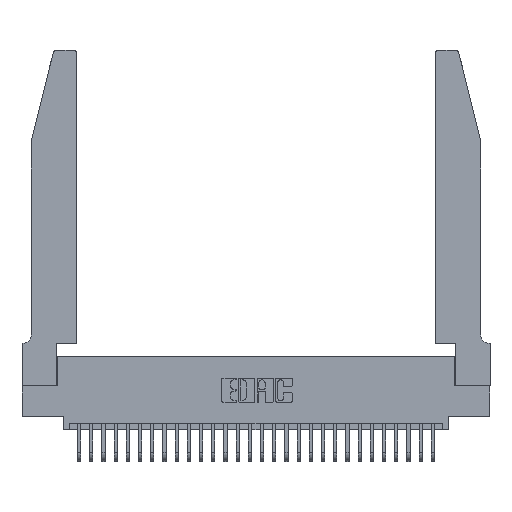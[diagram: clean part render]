
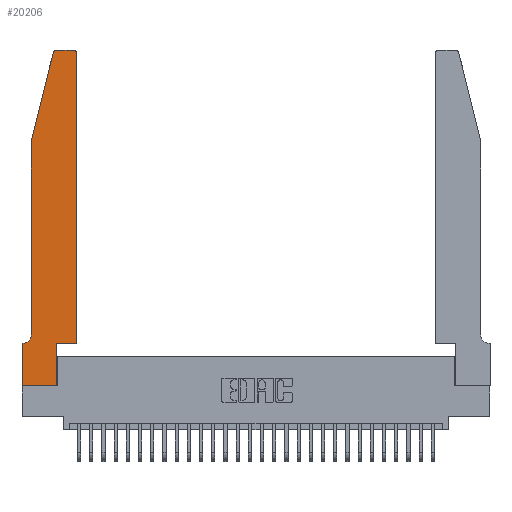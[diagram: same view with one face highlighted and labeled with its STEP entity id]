
A CAD part, top view. The second image highlights one B-rep face of the part: STEP entity #20206.
In plain terms, the highlighted planar face has unit normal (0, 0, 1).
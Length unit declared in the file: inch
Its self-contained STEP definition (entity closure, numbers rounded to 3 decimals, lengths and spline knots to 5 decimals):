
#126 = ORIENTED_EDGE ( 'NONE', *, *, #24375, .T. ) ;
#347 = EDGE_CURVE ( 'NONE', #14071, #22094, #23391, .T. ) ;
#398 = CARTESIAN_POINT ( 'NONE',  ( 0.2865, 0.35, 0.37 ) ) ;
#676 = AXIS2_PLACEMENT_3D ( 'NONE', #6641, #8885, #24651 ) ;
#1327 = DIRECTION ( 'NONE',  ( 1., 0., 0. ) ) ;
#1640 = CARTESIAN_POINT ( 'NONE',  ( 0.284, 2.75, 0.37 ) ) ;
#1749 = CARTESIAN_POINT ( 'NONE',  ( 0.284, 2.72, 0.37 ) ) ;
#1922 = DIRECTION ( 'NONE',  ( 0., -1., 0. ) ) ;
#3608 = VECTOR ( 'NONE', #1327, 39.37008 ) ;
#4010 = DIRECTION ( 'NONE',  ( 1., 0., 0. ) ) ;
#4032 = LINE ( 'NONE', #28877, #15305 ) ;
#4371 = VECTOR ( 'NONE', #27813, 39.37008 ) ;
#4404 = LINE ( 'NONE', #15420, #22391 ) ;
#4722 = DIRECTION ( 'NONE',  ( 0., 0., -1. ) ) ;
#4902 = EDGE_CURVE ( 'NONE', #11656, #15613, #20011, .T. ) ;
#5427 = VECTOR ( 'NONE', #13537, 39.37008 ) ;
#5514 = CARTESIAN_POINT ( 'NONE',  ( 0.4205, 2.75, 0.37 ) ) ;
#5636 = CARTESIAN_POINT ( 'NONE',  ( 0.0055, 0.35, 0.37 ) ) ;
#5734 = CARTESIAN_POINT ( 'NONE',  ( 0.4205, 2.72, 0.37 ) ) ;
#5878 = FACE_OUTER_BOUND ( 'NONE', #23301, .T. ) ;
#6148 = LINE ( 'NONE', #6723, #5427 ) ;
#6171 = CARTESIAN_POINT ( 'NONE',  ( 0.0755, 0.42, 0.37 ) ) ;
#6460 = DIRECTION ( 'NONE',  ( 1., 0., 0. ) ) ;
#6641 = CARTESIAN_POINT ( 'NONE',  ( 0., 0.35, 0.37 ) ) ;
#6723 = CARTESIAN_POINT ( 'NONE',  ( 0.0755, 2., 0.37 ) ) ;
#6748 = AXIS2_PLACEMENT_3D ( 'NONE', #18256, #4722, #20507 ) ;
#6830 = ORIENTED_EDGE ( 'NONE', *, *, #24973, .T. ) ;
#7023 = CARTESIAN_POINT ( 'NONE',  ( 0.25487, 2.72718, 0.37 ) ) ;
#7413 = ORIENTED_EDGE ( 'NONE', *, *, #4902, .T. ) ;
#8037 = DIRECTION ( 'NONE',  ( 1., 0., 0. ) ) ;
#8228 = ORIENTED_EDGE ( 'NONE', *, *, #9013, .T. ) ;
#8443 = CARTESIAN_POINT ( 'NONE',  ( 0., 0.35, 0.37 ) ) ;
#8840 = VERTEX_POINT ( 'NONE', #16939 ) ;
#8885 = DIRECTION ( 'NONE',  ( 0., 0., 1. ) ) ;
#9013 = EDGE_CURVE ( 'NONE', #15613, #18394, #22064, .T. ) ;
#9507 = EDGE_CURVE ( 'NONE', #8840, #11656, #22726, .T. ) ;
#9802 = CARTESIAN_POINT ( 'NONE',  ( 0.4505, 0.35, 0.37 ) ) ;
#9892 = CARTESIAN_POINT ( 'NONE',  ( 0.2865, 0., 0.37 ) ) ;
#10469 = CIRCLE ( 'NONE', #6748, 0.07 ) ;
#10641 = VERTEX_POINT ( 'NONE', #28418 ) ;
#11273 = CARTESIAN_POINT ( 'NONE',  ( 0.0755, 0.35, 0.37 ) ) ;
#11412 = VECTOR ( 'NONE', #12456, 39.37008 ) ;
#11568 = VERTEX_POINT ( 'NONE', #25411 ) ;
#11656 = VERTEX_POINT ( 'NONE', #5514 ) ;
#12456 = DIRECTION ( 'NONE',  ( -1., 0., 0. ) ) ;
#13537 = DIRECTION ( 'NONE',  ( 0., -1., 0. ) ) ;
#13585 = CARTESIAN_POINT ( 'NONE',  ( 0.2865, 0.35, 0.37 ) ) ;
#13611 = EDGE_CURVE ( 'NONE', #18394, #26770, #22120, .T. ) ;
#13745 = AXIS2_PLACEMENT_3D ( 'NONE', #1749, #17543, #4010 ) ;
#13898 = ORIENTED_EDGE ( 'NONE', *, *, #25847, .T. ) ;
#14071 = VERTEX_POINT ( 'NONE', #5636 ) ;
#14445 = CARTESIAN_POINT ( 'NONE',  ( 0.2605, 2.75, 0.37 ) ) ;
#14677 = ORIENTED_EDGE ( 'NONE', *, *, #9507, .T. ) ;
#15274 = ORIENTED_EDGE ( 'NONE', *, *, #13611, .T. ) ;
#15305 = VECTOR ( 'NONE', #1922, 39.37008 ) ;
#15420 = CARTESIAN_POINT ( 'NONE',  ( 0.4505, 0.35, 0.37 ) ) ;
#15613 = VERTEX_POINT ( 'NONE', #1640 ) ;
#16159 = DIRECTION ( 'NONE',  ( 0., 1., 0. ) ) ;
#16736 = ORIENTED_EDGE ( 'NONE', *, *, #17846, .T. ) ;
#16939 = CARTESIAN_POINT ( 'NONE',  ( 0.4505, 2.72, 0.37 ) ) ;
#17543 = DIRECTION ( 'NONE',  ( 0., 0., 1. ) ) ;
#17846 = EDGE_CURVE ( 'NONE', #10641, #8840, #22355, .T. ) ;
#18256 = CARTESIAN_POINT ( 'NONE',  ( 0.0055, 0.42, 0.37 ) ) ;
#18394 = VERTEX_POINT ( 'NONE', #7023 ) ;
#18831 = ORIENTED_EDGE ( 'NONE', *, *, #347, .T. ) ;
#19932 = EDGE_CURVE ( 'NONE', #11568, #21682, #21581, .T. ) ;
#20011 = LINE ( 'NONE', #14445, #23908 ) ;
#20127 = PLANE ( 'NONE',  #676 ) ;
#20206 = ADVANCED_FACE ( 'NONE', ( #5878 ), #20127, .T. ) ;
#20507 = DIRECTION ( 'NONE',  ( -1., 0., 0. ) ) ;
#21239 = DIRECTION ( 'NONE',  ( -1., 0., 0. ) ) ;
#21417 = VECTOR ( 'NONE', #24210, 39.37008 ) ;
#21526 = DIRECTION ( 'NONE',  ( 0., 0., 1. ) ) ;
#21581 = LINE ( 'NONE', #28293, #3608 ) ;
#21679 = ORIENTED_EDGE ( 'NONE', *, *, #19932, .T. ) ;
#21682 = VERTEX_POINT ( 'NONE', #9892 ) ;
#21931 = CARTESIAN_POINT ( 'NONE',  ( 0.0755, 2., 0.37 ) ) ;
#22064 = CIRCLE ( 'NONE', #13745, 0.03 ) ;
#22073 = VERTEX_POINT ( 'NONE', #6171 ) ;
#22094 = VERTEX_POINT ( 'NONE', #8443 ) ;
#22120 = LINE ( 'NONE', #28612, #21417 ) ;
#22355 = LINE ( 'NONE', #9802, #4371 ) ;
#22391 = VECTOR ( 'NONE', #6460, 39.37008 ) ;
#22659 = LINE ( 'NONE', #398, #27215 ) ;
#22726 = CIRCLE ( 'NONE', #25238, 0.03 ) ;
#22859 = EDGE_CURVE ( 'NONE', #22073, #14071, #10469, .T. ) ;
#23301 = EDGE_LOOP ( 'NONE', ( #7413, #8228, #15274, #126, #27239, #18831, #6830, #21679, #13898, #28683, #16736, #14677 ) ) ;
#23391 = LINE ( 'NONE', #11273, #11412 ) ;
#23908 = VECTOR ( 'NONE', #21239, 39.37008 ) ;
#24210 = DIRECTION ( 'NONE',  ( -0.239, -0.971, 0. ) ) ;
#24375 = EDGE_CURVE ( 'NONE', #26770, #22073, #6148, .T. ) ;
#24651 = DIRECTION ( 'NONE',  ( 1., 0., 0. ) ) ;
#24973 = EDGE_CURVE ( 'NONE', #22094, #11568, #4032, .T. ) ;
#25238 = AXIS2_PLACEMENT_3D ( 'NONE', #5734, #21526, #8037 ) ;
#25411 = CARTESIAN_POINT ( 'NONE',  ( 0., 0., 0.37 ) ) ;
#25847 = EDGE_CURVE ( 'NONE', #21682, #26401, #22659, .T. ) ;
#26401 = VERTEX_POINT ( 'NONE', #13585 ) ;
#26770 = VERTEX_POINT ( 'NONE', #21931 ) ;
#26842 = EDGE_CURVE ( 'NONE', #26401, #10641, #4404, .T. ) ;
#27215 = VECTOR ( 'NONE', #16159, 39.37008 ) ;
#27239 = ORIENTED_EDGE ( 'NONE', *, *, #22859, .T. ) ;
#27813 = DIRECTION ( 'NONE',  ( 0., 1., 0. ) ) ;
#28293 = CARTESIAN_POINT ( 'NONE',  ( 0., 0., 0.37 ) ) ;
#28418 = CARTESIAN_POINT ( 'NONE',  ( 0.4505, 0.35, 0.37 ) ) ;
#28612 = CARTESIAN_POINT ( 'NONE',  ( 0.0755, 2., 0.37 ) ) ;
#28683 = ORIENTED_EDGE ( 'NONE', *, *, #26842, .T. ) ;
#28877 = CARTESIAN_POINT ( 'NONE',  ( 0., 0., 0.37 ) ) ;
